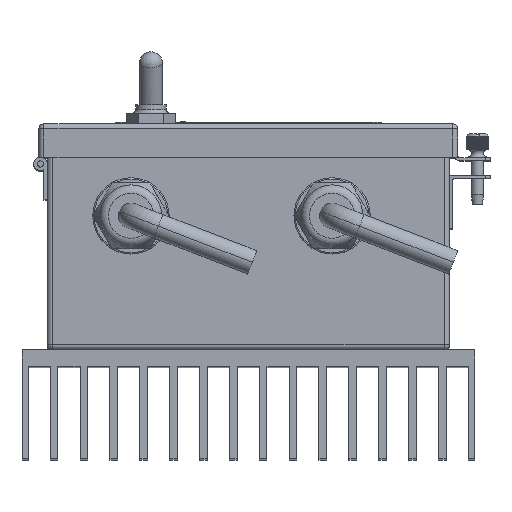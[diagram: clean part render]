
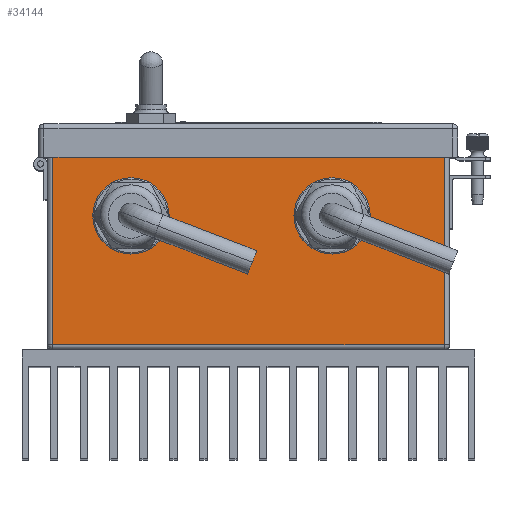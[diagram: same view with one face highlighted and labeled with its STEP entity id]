
A CAD part, top view. The second image highlights one B-rep face of the part: STEP entity #34144.
In plain terms, the highlighted face is planar.
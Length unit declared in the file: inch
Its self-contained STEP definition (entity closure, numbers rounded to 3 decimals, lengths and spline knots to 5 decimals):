
#1487 = LINE ( 'NONE', #40139, #22108 ) ;
#4474 = PLANE ( 'NONE',  #57139 ) ;
#4896 = DIRECTION ( 'NONE',  ( 0., 0., 1. ) ) ;
#5562 = CARTESIAN_POINT ( 'NONE',  ( 4.5, 0.0478, 2.9222 ) ) ;
#6171 = DIRECTION ( 'NONE',  ( 0., 0., -1. ) ) ;
#7986 = VERTEX_POINT ( 'NONE', #60864 ) ;
#10326 = ORIENTED_EDGE ( 'NONE', *, *, #19830, .T. ) ;
#11846 = LINE ( 'NONE', #5562, #42772 ) ;
#12424 = FACE_OUTER_BOUND ( 'NONE', #81786, .T. ) ;
#13320 = CARTESIAN_POINT ( 'NONE',  ( 4.5, 0.0778, -3. ) ) ;
#13712 = VECTOR ( 'NONE', #6171, 39.37008 ) ;
#14972 = ORIENTED_EDGE ( 'NONE', *, *, #69651, .F. ) ;
#19830 = EDGE_CURVE ( 'NONE', #79287, #7986, #11846, .T. ) ;
#20034 = LINE ( 'NONE', #13320, #71617 ) ;
#22108 = VECTOR ( 'NONE', #78784, 39.37008 ) ;
#24229 = DIRECTION ( 'NONE',  ( -1., 0., 0. ) ) ;
#34144 = ADVANCED_FACE ( 'NONE', ( #12424 ), #4474, .F. ) ;
#34875 = ORIENTED_EDGE ( 'NONE', *, *, #57219, .T. ) ;
#38549 = VERTEX_POINT ( 'NONE', #59811 ) ;
#39771 = DIRECTION ( 'NONE',  ( 0., 0., -1. ) ) ;
#40139 = CARTESIAN_POINT ( 'NONE',  ( 4.5, 0.0478, -2.9222 ) ) ;
#42772 = VECTOR ( 'NONE', #82407, 39.37008 ) ;
#43990 = CARTESIAN_POINT ( 'NONE',  ( 4.5, 3.3273, -3. ) ) ;
#48070 = VERTEX_POINT ( 'NONE', #64671 ) ;
#49332 = CARTESIAN_POINT ( 'NONE',  ( 4.5, 3.3273, 2.9222 ) ) ;
#49845 = ORIENTED_EDGE ( 'NONE', *, *, #79134, .T. ) ;
#57139 = AXIS2_PLACEMENT_3D ( 'NONE', #81336, #24229, #4896 ) ;
#57219 = EDGE_CURVE ( 'NONE', #7986, #48070, #20034, .T. ) ;
#59811 = CARTESIAN_POINT ( 'NONE',  ( 4.5, 3.3273, -2.9222 ) ) ;
#60864 = CARTESIAN_POINT ( 'NONE',  ( 4.5, 0.0778, 2.9222 ) ) ;
#62892 = LINE ( 'NONE', #43990, #13712 ) ;
#64671 = CARTESIAN_POINT ( 'NONE',  ( 4.5, 0.0778, -2.9222 ) ) ;
#69651 = EDGE_CURVE ( 'NONE', #79287, #38549, #62892, .T. ) ;
#71617 = VECTOR ( 'NONE', #39771, 39.37008 ) ;
#78784 = DIRECTION ( 'NONE',  ( 0., 1., 0. ) ) ;
#79134 = EDGE_CURVE ( 'NONE', #48070, #38549, #1487, .T. ) ;
#79287 = VERTEX_POINT ( 'NONE', #49332 ) ;
#81336 = CARTESIAN_POINT ( 'NONE',  ( 4.5, 0.0478, -3. ) ) ;
#81786 = EDGE_LOOP ( 'NONE', ( #10326, #34875, #49845, #14972 ) ) ;
#82407 = DIRECTION ( 'NONE',  ( 0., -1., 0. ) ) ;
